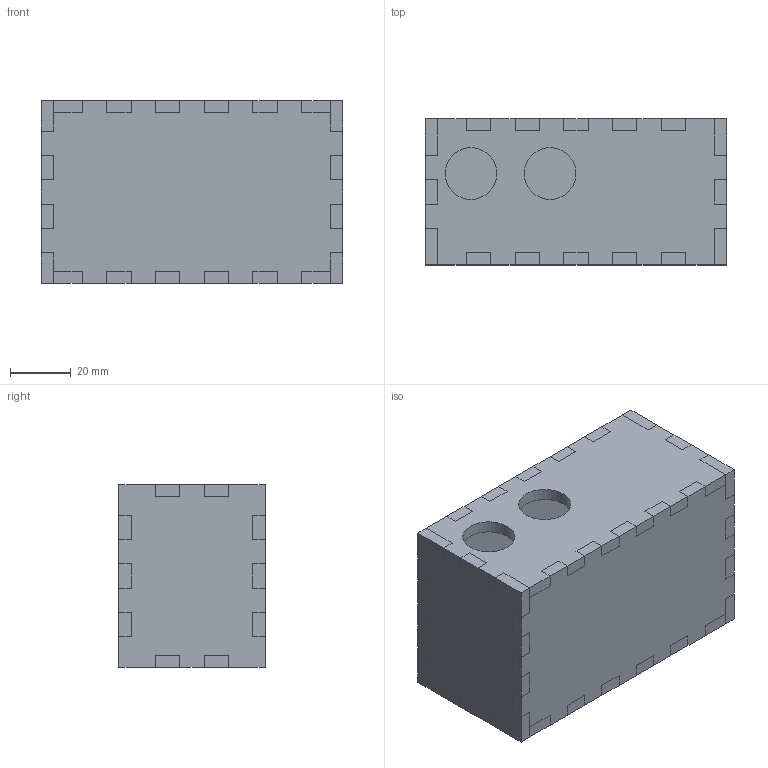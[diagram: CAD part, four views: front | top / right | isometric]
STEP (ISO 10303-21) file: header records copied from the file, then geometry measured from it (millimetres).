
FILE_DESCRIPTION(/* description */ (''),/* implementation_level */ '2;1');
FILE_NAME(/* name */ 'box2.stp',/* time_stamp */ '2018-06-11T09:11:55-04:00',/* author */ ('stra92745'),/* organization */ (''),/* preprocessor_version */ 'ST-DEVELOPER v17',/* originating_system */ 'Autodesk Inventor 2019',/* authorisation */ '');
FILE_SCHEMA (('AUTOMOTIVE_DESIGN { 1 0 10303 214 3 1 1 }'));
Length unit declared in the file: millimetre
Products named in the file (7): box2; front; top; front_1; left; left_1; top_1
Assembly tree (6 placements, depth 2):
  box2
    front
    top
    front_1
    left
    left_1
    top_1
Bounding box: 99 x 48 x 60 mm (x, y, z)
Volume: 105044.2 mm3; surface area: 65029.3 mm2
Topology: 6 solids, 6 shells, 384 faces, 1098 edges, 728 vertices
Faces by surface type: plane 382, cylinder 2
Full cylindrical faces by diameter (mm): 17 x2
Entity records: 12521 total; most frequent: CARTESIAN_POINT 2223, ORIENTED_EDGE 2196, DIRECTION 1896, EDGE_CURVE 1098, LINE 1094, VECTOR 1094, VERTEX_POINT 728, AXIS2_PLACEMENT_3D 401
